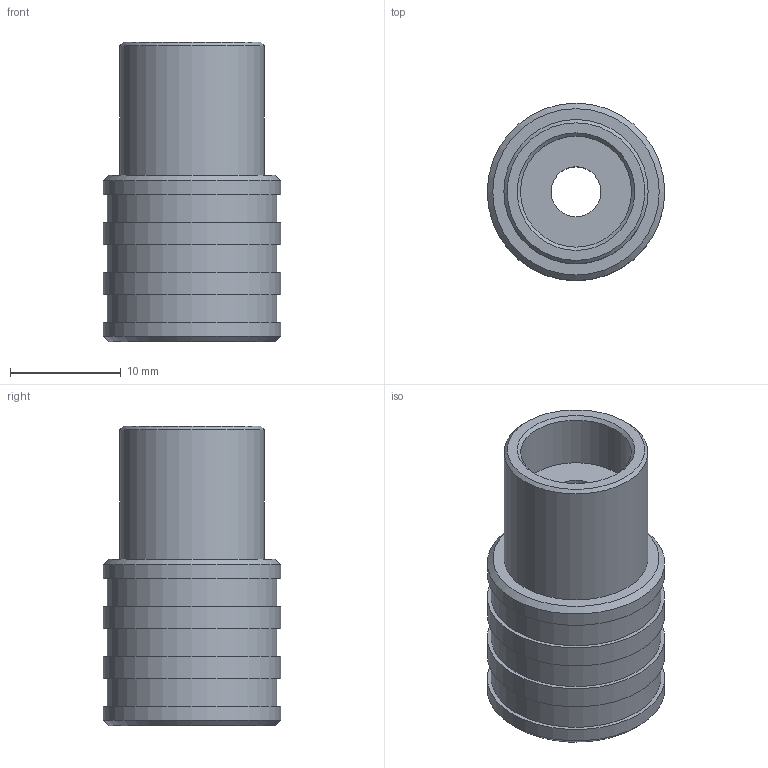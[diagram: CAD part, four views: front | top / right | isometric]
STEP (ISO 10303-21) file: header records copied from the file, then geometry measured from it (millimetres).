
FILE_DESCRIPTION(/* description */ (''),/* implementation_level */ '2;1');
FILE_NAME(/* name */ 'GETOUT_STAVE_111.stp',/* time_stamp */ '2018-09-25T11:00:17+02:00',/* author */ (''),/* organization */ (''),/* preprocessor_version */ 'ST-DEVELOPER v16.7',/* originating_system */ 'SIEMENS PLM Software NX 12.0',/* authorisation */ '');
FILE_SCHEMA (('AP203_CONFIGURATION_CONTROLLED_3D_DESIGN_OF_MECHANICAL_PARTS_AND_ASSEMBLIES_MIM_LF { 1 0 10303 403 2 1 2}'));
Length unit declared in the file: millimetre
Products named in the file (1): turc4BE46F0Flnwl
Bounding box: 16 x 16 x 27 mm (x, y, z)
Volume: 3437.7 mm3; surface area: 2216.7 mm2
Topology: 1 solids, 1 shells, 27 faces, 47 edges, 31 vertices
Faces by surface type: cylinder 11, plane 11, cone 5
Full cylindrical faces by diameter (mm): 4.5 x1, 7.5 x1, 10 x1, 13 x1, 15.3 x3, 16 x4
Entity records: 650 total; most frequent: DIRECTION 110, CARTESIAN_POINT 82, AXIS2_PLACEMENT_3D 55, FACE_BOUND 54, EDGE_LOOP 54, ORIENTED_EDGE 54, ADVANCED_FACE 27, VERTEX_POINT 27
